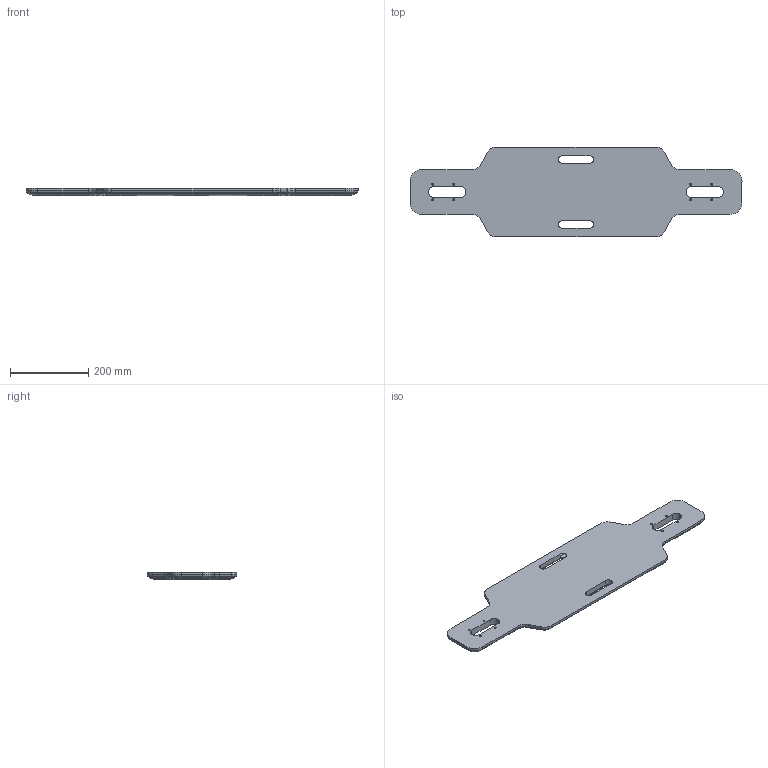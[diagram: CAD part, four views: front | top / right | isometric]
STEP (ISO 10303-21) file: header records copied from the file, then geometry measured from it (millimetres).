
FILE_DESCRIPTION(/* description */ (''),/* implementation_level */ '2;1');
FILE_NAME(/* name */ 'ShortyCompatible (breiteres dropthrough).step',/* time_stamp */ '2018-08-15T14:37:07+02:00',/* author */ (''),/* organization */ (''),/* preprocessor_version */ 'ST-DEVELOPER v17',/* originating_system */ 'Autodesk Translation Framework v7.1.0.215',/* authorisation */ '');
FILE_SCHEMA (('AUTOMOTIVE_DESIGN { 1 0 10303 214 3 1 1 }'));
Length unit declared in the file: millimetre
Products named in the file (1): Untitled(1)
Bounding box: 850 x 230 x 18 mm (x, y, z)
Volume: 2428224.7 mm3; surface area: 323250.9 mm2
Topology: 1 solids, 1 shells, 158 faces, 374 edges, 216 vertices
Faces by surface type: cylinder 56, plane 46, cone 24, torus 20, bspline 12
Full cylindrical faces by diameter (mm): 5 x8
Entity records: 4847 total; most frequent: CARTESIAN_POINT 1120, DIRECTION 806, ORIENTED_EDGE 748, EDGE_CURVE 374, AXIS2_PLACEMENT_3D 309, VERTEX_POINT 216, LINE 188, VECTOR 188
